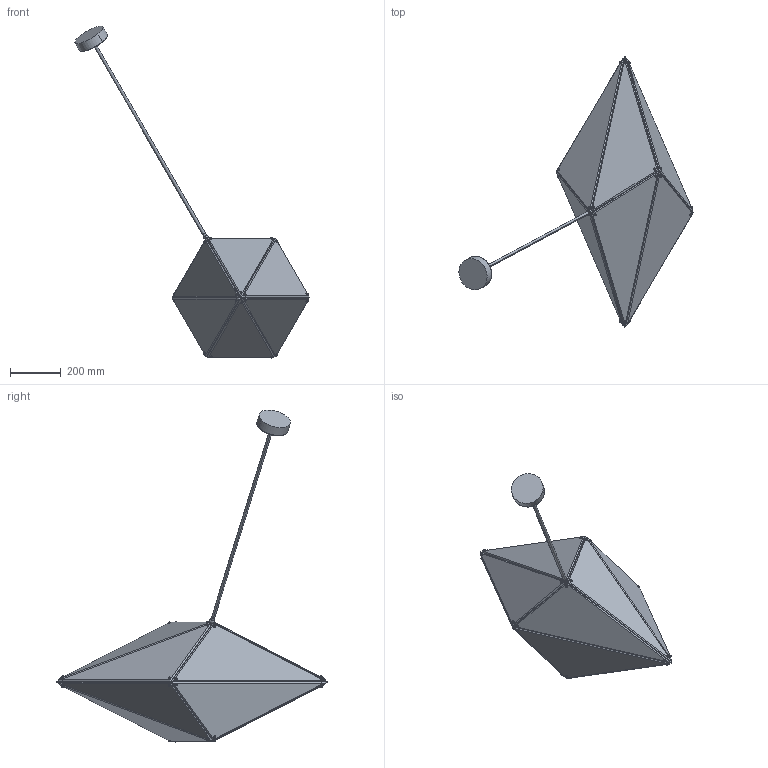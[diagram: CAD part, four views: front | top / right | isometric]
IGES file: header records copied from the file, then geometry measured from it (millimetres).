
Start section: SolidWorks IGES file using analytic representation for surfaces
Global section: file name: MAX42H - Maxhedron 42 inches - Horizontal.IGS; native system: SolidWorks 2015; preprocessor: SolidWorks 2015; author: Design; date: 190325.143347; units: millimetre
Bounding box: 922.85 x 1065.42 x 1308.49 mm (x, y, z)
Surface area: 2078076.1 mm2 (no closed solid volume)
Topology: 0 solids, 2 shells, 555 faces, 1372 edges, 771 vertices
Faces by surface type: plane 327, revolution 228
